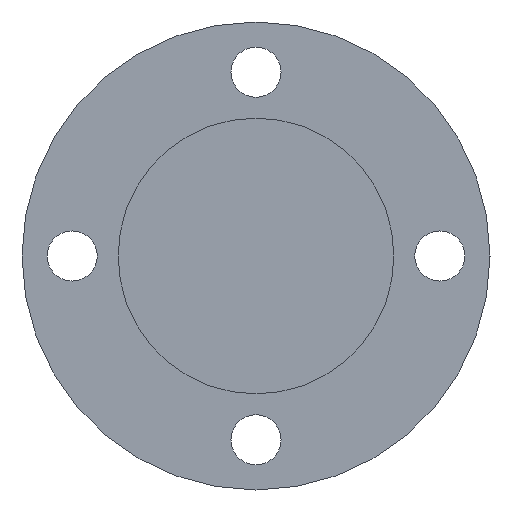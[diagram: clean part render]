
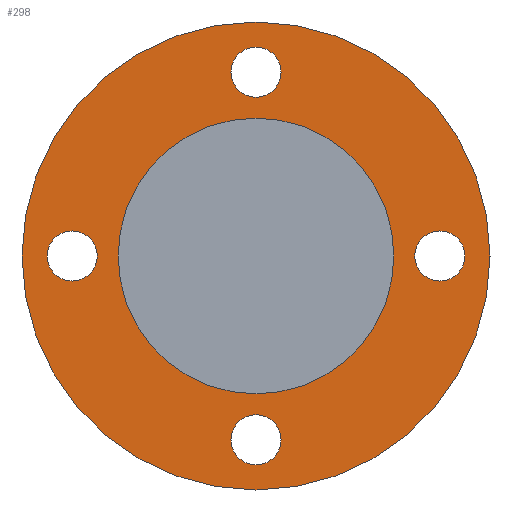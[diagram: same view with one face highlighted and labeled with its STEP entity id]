
A CAD part, left-side view. The second image highlights one B-rep face of the part: STEP entity #298.
In plain terms, the highlighted planar face has unit normal (-1, 0, 0).
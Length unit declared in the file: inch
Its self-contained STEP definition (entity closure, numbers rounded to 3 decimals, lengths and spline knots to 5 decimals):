
#4 = CARTESIAN_POINT ( 'NONE',  ( 0.0625, 0., 2.375 ) ) ;
#5 = DIRECTION ( 'NONE',  ( 0., 0., 1. ) ) ;
#9 = AXIS2_PLACEMENT_3D ( 'NONE', #316, #519, #5 ) ;
#13 = ORIENTED_EDGE ( 'NONE', *, *, #361, .T. ) ;
#14 = DIRECTION ( 'NONE',  ( 0., -1., 0. ) ) ;
#24 = CARTESIAN_POINT ( 'NONE',  ( 0.0625, 0., 2.0625 ) ) ;
#27 = CIRCLE ( 'NONE', #148, 0.375 ) ;
#33 = EDGE_CURVE ( 'NONE', #141, #465, #244, .T. ) ;
#43 = VERTEX_POINT ( 'NONE', #70 ) ;
#46 = DIRECTION ( 'NONE',  ( -1., 0., 0. ) ) ;
#47 = CARTESIAN_POINT ( 'NONE',  ( 0.0625, 0., -2.0625 ) ) ;
#48 = EDGE_CURVE ( 'NONE', #434, #89, #410, .T. ) ;
#50 = CARTESIAN_POINT ( 'NONE',  ( 0.0625, 0., -2.75 ) ) ;
#51 = DIRECTION ( 'NONE',  ( 0., 0., -1. ) ) ;
#53 = DIRECTION ( 'NONE',  ( -1., 0., 0. ) ) ;
#54 = AXIS2_PLACEMENT_3D ( 'NONE', #59, #409, #14 ) ;
#59 = CARTESIAN_POINT ( 'NONE',  ( 0.0625, 2.75, 0. ) ) ;
#61 = AXIS2_PLACEMENT_3D ( 'NONE', #289, #460, #418 ) ;
#62 = ORIENTED_EDGE ( 'NONE', *, *, #111, .F. ) ;
#69 = ORIENTED_EDGE ( 'NONE', *, *, #270, .F. ) ;
#70 = CARTESIAN_POINT ( 'NONE',  ( 0.0625, 2.75, -0.375 ) ) ;
#80 = EDGE_LOOP ( 'NONE', ( #335, #401 ) ) ;
#86 = CARTESIAN_POINT ( 'NONE',  ( 0.0625, 0., 2.75 ) ) ;
#87 = ORIENTED_EDGE ( 'NONE', *, *, #100, .F. ) ;
#89 = VERTEX_POINT ( 'NONE', #306 ) ;
#95 = CARTESIAN_POINT ( 'NONE',  ( 0.0625, 0., 3.125 ) ) ;
#100 = EDGE_CURVE ( 'NONE', #465, #141, #394, .T. ) ;
#111 = EDGE_CURVE ( 'NONE', #390, #43, #27, .T. ) ;
#114 = FACE_OUTER_BOUND ( 'NONE', #262, .T. ) ;
#116 = VERTEX_POINT ( 'NONE', #527 ) ;
#117 = FACE_BOUND ( 'NONE', #80, .T. ) ;
#133 = CARTESIAN_POINT ( 'NONE',  ( 0.0625, 0., 0. ) ) ;
#137 = CIRCLE ( 'NONE', #308, 3.5 ) ;
#141 = VERTEX_POINT ( 'NONE', #95 ) ;
#144 = EDGE_CURVE ( 'NONE', #191, #116, #137, .T. ) ;
#148 = AXIS2_PLACEMENT_3D ( 'NONE', #321, #46, #360 ) ;
#149 = CIRCLE ( 'NONE', #54, 0.375 ) ;
#165 = AXIS2_PLACEMENT_3D ( 'NONE', #369, #533, #376 ) ;
#183 = CARTESIAN_POINT ( 'NONE',  ( 0.0625, 0., 0. ) ) ;
#184 = ORIENTED_EDGE ( 'NONE', *, *, #187, .F. ) ;
#187 = EDGE_CURVE ( 'NONE', #508, #412, #190, .T. ) ;
#190 = CIRCLE ( 'NONE', #9, 0.375 ) ;
#191 = VERTEX_POINT ( 'NONE', #260 ) ;
#193 = ORIENTED_EDGE ( 'NONE', *, *, #144, .T. ) ;
#196 = PLANE ( 'NONE',  #61 ) ;
#197 = ORIENTED_EDGE ( 'NONE', *, *, #33, .F. ) ;
#202 = CARTESIAN_POINT ( 'NONE',  ( 0.0625, -2.75, 0. ) ) ;
#209 = DIRECTION ( 'NONE',  ( -1., 0., 0. ) ) ;
#212 = CARTESIAN_POINT ( 'NONE',  ( 0.0625, 0., 0. ) ) ;
#218 = DIRECTION ( 'NONE',  ( 0., 0., 1. ) ) ;
#224 = DIRECTION ( 'NONE',  ( 0., 0., 1. ) ) ;
#227 = AXIS2_PLACEMENT_3D ( 'NONE', #183, #53, #318 ) ;
#244 = CIRCLE ( 'NONE', #272, 0.375 ) ;
#250 = CARTESIAN_POINT ( 'NONE',  ( 0.0625, 0., 0. ) ) ;
#252 = ORIENTED_EDGE ( 'NONE', *, *, #48, .F. ) ;
#255 = AXIS2_PLACEMENT_3D ( 'NONE', #436, #354, #51 ) ;
#259 = CARTESIAN_POINT ( 'NONE',  ( 0.0625, -3.125, 0. ) ) ;
#260 = CARTESIAN_POINT ( 'NONE',  ( 0.0625, 0., 3.5 ) ) ;
#262 = EDGE_LOOP ( 'NONE', ( #193, #13 ) ) ;
#266 = VERTEX_POINT ( 'NONE', #47 ) ;
#270 = EDGE_CURVE ( 'NONE', #412, #508, #503, .T. ) ;
#272 = AXIS2_PLACEMENT_3D ( 'NONE', #86, #299, #384 ) ;
#289 = CARTESIAN_POINT ( 'NONE',  ( 0.0625, 0., 0. ) ) ;
#290 = EDGE_CURVE ( 'NONE', #89, #434, #338, .T. ) ;
#292 = EDGE_LOOP ( 'NONE', ( #197, #87 ) ) ;
#298 = ADVANCED_FACE ( 'NONE', ( #497, #413, #491, #333, #114, #117 ), #196, .T. ) ;
#299 = DIRECTION ( 'NONE',  ( -1., 0., 0. ) ) ;
#300 = DIRECTION ( 'NONE',  ( 0., 0., 1. ) ) ;
#301 = VERTEX_POINT ( 'NONE', #24 ) ;
#302 = CIRCLE ( 'NONE', #375, 2.0625 ) ;
#306 = CARTESIAN_POINT ( 'NONE',  ( 0.0625, -2.375, 0. ) ) ;
#308 = AXIS2_PLACEMENT_3D ( 'NONE', #133, #473, #218 ) ;
#316 = CARTESIAN_POINT ( 'NONE',  ( 0.0625, 0., -2.75 ) ) ;
#318 = DIRECTION ( 'NONE',  ( 0., 0., 1. ) ) ;
#321 = CARTESIAN_POINT ( 'NONE',  ( 0.0625, 2.75, 0. ) ) ;
#333 = FACE_BOUND ( 'NONE', #455, .T. ) ;
#334 = CARTESIAN_POINT ( 'NONE',  ( 0.0625, 2.75, 0.375 ) ) ;
#335 = ORIENTED_EDGE ( 'NONE', *, *, #544, .F. ) ;
#338 = CIRCLE ( 'NONE', #165, 0.375 ) ;
#354 = DIRECTION ( 'NONE',  ( -1., 0., 0. ) ) ;
#359 = EDGE_CURVE ( 'NONE', #266, #301, #302, .T. ) ;
#360 = DIRECTION ( 'NONE',  ( 0., -1., 0. ) ) ;
#361 = EDGE_CURVE ( 'NONE', #116, #191, #430, .T. ) ;
#369 = CARTESIAN_POINT ( 'NONE',  ( 0.0625, -2.75, 0. ) ) ;
#375 = AXIS2_PLACEMENT_3D ( 'NONE', #250, #209, #389 ) ;
#376 = DIRECTION ( 'NONE',  ( 0., 1., 0. ) ) ;
#379 = DIRECTION ( 'NONE',  ( -1., 0., 0. ) ) ;
#381 = ORIENTED_EDGE ( 'NONE', *, *, #526, .F. ) ;
#384 = DIRECTION ( 'NONE',  ( 0., 0., -1. ) ) ;
#389 = DIRECTION ( 'NONE',  ( 0., 0., 1. ) ) ;
#390 = VERTEX_POINT ( 'NONE', #334 ) ;
#394 = CIRCLE ( 'NONE', #255, 0.375 ) ;
#395 = DIRECTION ( 'NONE',  ( -1., 0., 0. ) ) ;
#401 = ORIENTED_EDGE ( 'NONE', *, *, #359, .F. ) ;
#409 = DIRECTION ( 'NONE',  ( -1., 0., 0. ) ) ;
#410 = CIRCLE ( 'NONE', #492, 0.375 ) ;
#412 = VERTEX_POINT ( 'NONE', #414 ) ;
#413 = FACE_BOUND ( 'NONE', #292, .T. ) ;
#414 = CARTESIAN_POINT ( 'NONE',  ( 0.0625, 0., -3.125 ) ) ;
#418 = DIRECTION ( 'NONE',  ( 0., 0., 1. ) ) ;
#420 = EDGE_LOOP ( 'NONE', ( #62, #381 ) ) ;
#429 = AXIS2_PLACEMENT_3D ( 'NONE', #50, #395, #224 ) ;
#430 = CIRCLE ( 'NONE', #493, 3.5 ) ;
#434 = VERTEX_POINT ( 'NONE', #259 ) ;
#436 = CARTESIAN_POINT ( 'NONE',  ( 0.0625, 0., 2.75 ) ) ;
#455 = EDGE_LOOP ( 'NONE', ( #184, #69 ) ) ;
#460 = DIRECTION ( 'NONE',  ( -1., 0., 0. ) ) ;
#465 = VERTEX_POINT ( 'NONE', #4 ) ;
#466 = ORIENTED_EDGE ( 'NONE', *, *, #290, .F. ) ;
#473 = DIRECTION ( 'NONE',  ( -1., 0., 0. ) ) ;
#486 = CIRCLE ( 'NONE', #227, 2.0625 ) ;
#491 = FACE_BOUND ( 'NONE', #500, .T. ) ;
#492 = AXIS2_PLACEMENT_3D ( 'NONE', #202, #379, #541 ) ;
#493 = AXIS2_PLACEMENT_3D ( 'NONE', #212, #552, #300 ) ;
#497 = FACE_BOUND ( 'NONE', #420, .T. ) ;
#500 = EDGE_LOOP ( 'NONE', ( #252, #466 ) ) ;
#503 = CIRCLE ( 'NONE', #429, 0.375 ) ;
#508 = VERTEX_POINT ( 'NONE', #521 ) ;
#519 = DIRECTION ( 'NONE',  ( -1., 0., 0. ) ) ;
#521 = CARTESIAN_POINT ( 'NONE',  ( 0.0625, 0., -2.375 ) ) ;
#526 = EDGE_CURVE ( 'NONE', #43, #390, #149, .T. ) ;
#527 = CARTESIAN_POINT ( 'NONE',  ( 0.0625, 0., -3.5 ) ) ;
#533 = DIRECTION ( 'NONE',  ( -1., 0., 0. ) ) ;
#541 = DIRECTION ( 'NONE',  ( 0., 1., 0. ) ) ;
#544 = EDGE_CURVE ( 'NONE', #301, #266, #486, .T. ) ;
#552 = DIRECTION ( 'NONE',  ( -1., 0., 0. ) ) ;
